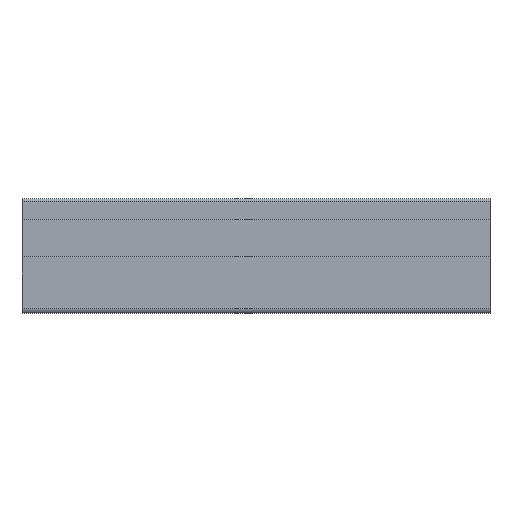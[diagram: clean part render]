
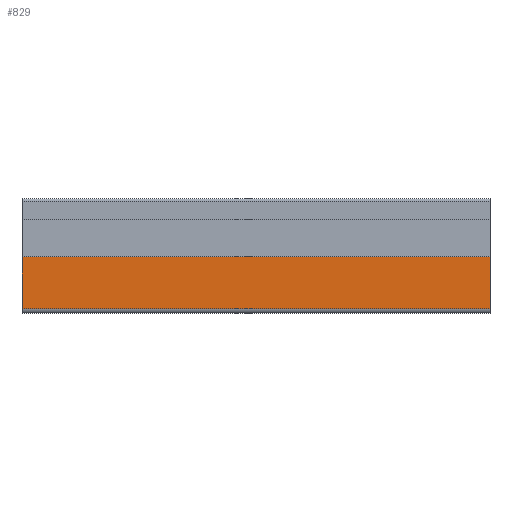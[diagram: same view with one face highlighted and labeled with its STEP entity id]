
A CAD part, front view. The second image highlights one B-rep face of the part: STEP entity #829.
In plain terms, the highlighted planar face has unit normal (0, -1, 0).
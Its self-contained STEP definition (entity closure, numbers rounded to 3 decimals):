
#48 = AXIS2_PLACEMENT_3D ( 'NONE', #320, #223, #225 ) ;
#126 = FACE_OUTER_BOUND ( 'NONE', #604, .T. ) ;
#180 = VECTOR ( 'NONE', #240, 1000. ) ;
#187 = VECTOR ( 'NONE', #397, 1000. ) ;
#200 = LINE ( 'NONE', #318, #180 ) ;
#204 = LINE ( 'NONE', #260, #187 ) ;
#223 = DIRECTION ( 'NONE',  ( 0., 1., 0. ) ) ;
#225 = DIRECTION ( 'NONE',  ( 0., 0., 1. ) ) ;
#240 = DIRECTION ( 'NONE',  ( -1., 0., 0. ) ) ;
#249 = CARTESIAN_POINT ( 'NONE',  ( 50., -7.5, 1. ) ) ;
#260 = CARTESIAN_POINT ( 'NONE',  ( 50., -7.5, 12.1 ) ) ;
#309 = CARTESIAN_POINT ( 'NONE',  ( -50., -7.5, 12.1 ) ) ;
#310 = DIRECTION ( 'NONE',  ( -1., 0., 0. ) ) ;
#318 = CARTESIAN_POINT ( 'NONE',  ( 50., -7.5, 12.1 ) ) ;
#320 = CARTESIAN_POINT ( 'NONE',  ( 50., -7.5, 12.1 ) ) ;
#329 = PLANE ( 'NONE',  #48 ) ;
#355 = CARTESIAN_POINT ( 'NONE',  ( -50., -7.5, 1. ) ) ;
#361 = CARTESIAN_POINT ( 'NONE',  ( -50., -7.5, 12.1 ) ) ;
#375 = CARTESIAN_POINT ( 'NONE',  ( 50., -7.5, 1. ) ) ;
#397 = DIRECTION ( 'NONE',  ( 0., 0., -1. ) ) ;
#407 = DIRECTION ( 'NONE',  ( 0., 0., -1. ) ) ;
#453 = CARTESIAN_POINT ( 'NONE',  ( 50., -7.5, 12.1 ) ) ;
#469 = LINE ( 'NONE', #375, #477 ) ;
#475 = VECTOR ( 'NONE', #407, 1000. ) ;
#476 = LINE ( 'NONE', #309, #475 ) ;
#477 = VECTOR ( 'NONE', #310, 1000. ) ;
#544 = VERTEX_POINT ( 'NONE', #361 ) ;
#548 = VERTEX_POINT ( 'NONE', #355 ) ;
#554 = VERTEX_POINT ( 'NONE', #249 ) ;
#591 = VERTEX_POINT ( 'NONE', #453 ) ;
#604 = EDGE_LOOP ( 'NONE', ( #633, #657, #636, #662 ) ) ;
#633 = ORIENTED_EDGE ( 'NONE', *, *, #752, .T. ) ;
#636 = ORIENTED_EDGE ( 'NONE', *, *, #786, .F. ) ;
#657 = ORIENTED_EDGE ( 'NONE', *, *, #750, .F. ) ;
#662 = ORIENTED_EDGE ( 'NONE', *, *, #794, .T. ) ;
#750 = EDGE_CURVE ( 'NONE', #554, #548, #469, .T. ) ;
#752 = EDGE_CURVE ( 'NONE', #544, #548, #476, .T. ) ;
#786 = EDGE_CURVE ( 'NONE', #591, #554, #204, .T. ) ;
#794 = EDGE_CURVE ( 'NONE', #591, #544, #200, .T. ) ;
#829 = ADVANCED_FACE ( 'NONE', ( #126 ), #329, .F. ) ;
